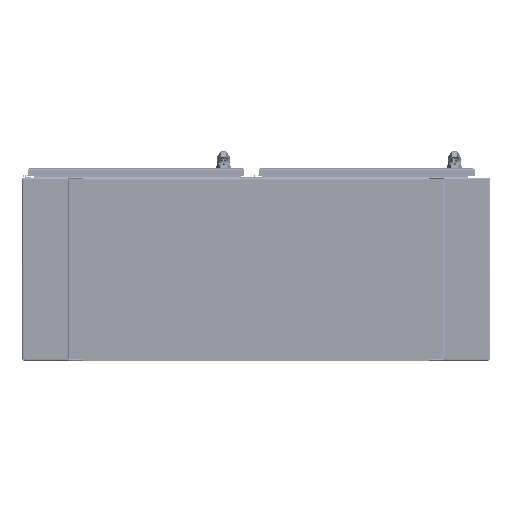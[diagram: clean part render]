
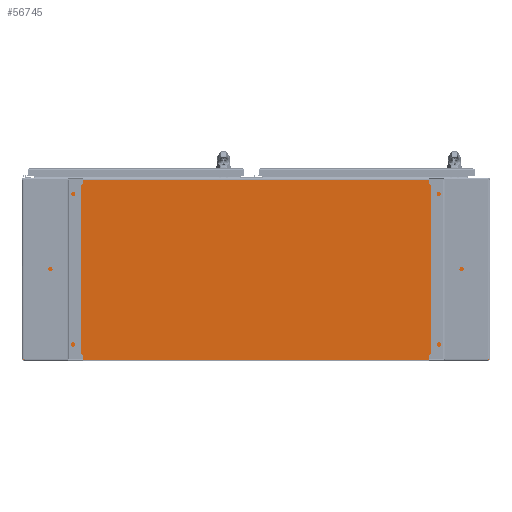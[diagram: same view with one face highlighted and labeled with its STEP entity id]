
A CAD part, front view. The second image highlights one B-rep face of the part: STEP entity #56745.
In plain terms, the highlighted face is planar.
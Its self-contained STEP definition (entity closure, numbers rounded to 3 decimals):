
#2904=LINE('',#85438,#7406);
#2909=LINE('',#85452,#7411);
#2911=LINE('',#85457,#7413);
#2913=LINE('',#85461,#7415);
#7406=VECTOR('',#67820,23.763);
#7411=VECTOR('',#67831,23.763);
#7413=VECTOR('',#67839,61.482);
#7415=VECTOR('',#67845,61.482);
#11651=PLANE('',#60512);
#14074=FACE_OUTER_BOUND('',#17650,.T.);
#17650=EDGE_LOOP('',(#39178,#39179,#39180,#39181));
#24969=VERTEX_POINT('',#85435);
#24970=VERTEX_POINT('',#85437);
#24975=VERTEX_POINT('',#85449);
#24976=VERTEX_POINT('',#85451);
#30416=EDGE_CURVE('',#24969,#24970,#2904,.T.);
#30423=EDGE_CURVE('',#24975,#24976,#2909,.T.);
#30426=EDGE_CURVE('',#24969,#24976,#2911,.T.);
#30428=EDGE_CURVE('',#24970,#24975,#2913,.T.);
#39178=ORIENTED_EDGE('',*,*,#30426,.T.);
#39179=ORIENTED_EDGE('',*,*,#30423,.F.);
#39180=ORIENTED_EDGE('',*,*,#30428,.F.);
#39181=ORIENTED_EDGE('',*,*,#30416,.F.);
#56745=ADVANCED_FACE('',(#14074),#11651,.F.);
#60512=AXIS2_PLACEMENT_3D('',#85462,#67846,#67847);
#67820=DIRECTION('',(0.,-1.,0.));
#67831=DIRECTION('',(0.,1.,0.));
#67839=DIRECTION('',(1.,0.,0.));
#67845=DIRECTION('',(1.,0.,0.));
#67846=DIRECTION('center_axis',(0.,0.,1.));
#67847=DIRECTION('ref_axis',(1.,0.,0.));
#85435=CARTESIAN_POINT('',(0.,23.763,0.));
#85437=CARTESIAN_POINT('',(0.,0.,0.));
#85438=CARTESIAN_POINT('',(0.,23.857,0.));
#85449=CARTESIAN_POINT('',(61.482,0.,0.));
#85451=CARTESIAN_POINT('',(61.482,23.763,0.));
#85452=CARTESIAN_POINT('',(61.482,0.,0.));
#85457=CARTESIAN_POINT('',(15.371,23.763,0.));
#85461=CARTESIAN_POINT('',(0.,0.,0.));
#85462=CARTESIAN_POINT('Origin',(30.741,11.929,0.));
